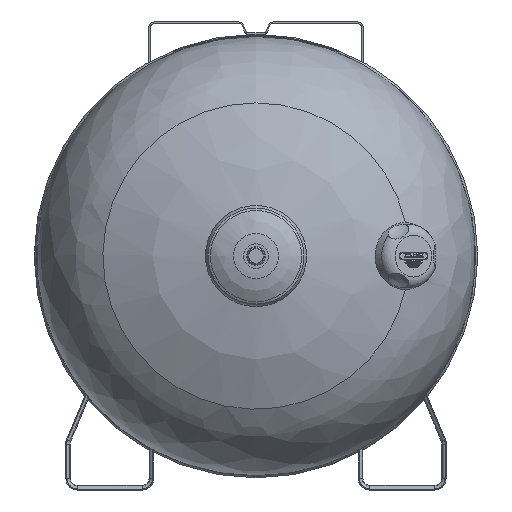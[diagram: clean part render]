
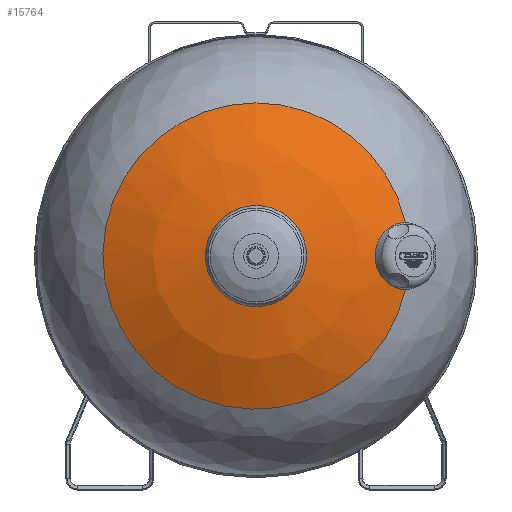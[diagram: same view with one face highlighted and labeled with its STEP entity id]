
A CAD part, left-side view. The second image highlights one B-rep face of the part: STEP entity #15764.
In plain terms, the highlighted free-form (B-spline) face has degree [2, 2] with [3, 9] control points.
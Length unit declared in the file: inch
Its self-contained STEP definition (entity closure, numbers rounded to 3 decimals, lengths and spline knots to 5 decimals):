
#19=(
BOUNDED_CURVE()
B_SPLINE_CURVE(2,(#29095,#29096,#29097),.UNSPECIFIED.,.F.,.F.)
B_SPLINE_CURVE_WITH_KNOTS((3,3),(1.07097,1.46926),
 .UNSPECIFIED.)
CURVE()
GEOMETRIC_REPRESENTATION_ITEM()
RATIONAL_B_SPLINE_CURVE((1.,0.98,1.))
REPRESENTATION_ITEM('')
);
#129=(
BOUNDED_SURFACE()
B_SPLINE_SURFACE(2,2,((#29041,#29042,#29043,#29044,#29045,#29046,#29047,
#29048,#29049),(#29050,#29051,#29052,#29053,#29054,#29055,#29056,#29057,
#29058),(#29059,#29060,#29061,#29062,#29063,#29064,#29065,#29066,#29067)),
 .UNSPECIFIED.,.F.,.T.,.F.)
B_SPLINE_SURFACE_WITH_KNOTS((3,3),(3,2,2,2,3),(-1.46926,-1.07097),
(-3.14159,-1.5708,0.,1.5708,3.14159),
 .UNSPECIFIED.)
GEOMETRIC_REPRESENTATION_ITEM()
RATIONAL_B_SPLINE_SURFACE(((1.,0.707,1.,0.707,1.,
0.707,1.,0.707,1.),(0.98,0.693,
0.98,0.693,0.98,0.693,
0.98,0.693,0.98),(1.,0.707,
1.,0.707,1.,0.707,1.,0.707,1.)))
REPRESENTATION_ITEM('')
SURFACE()
);
#257=B_SPLINE_CURVE_WITH_KNOTS('',3,(#29070,#29071,#29072,#29073,#29074,
#29075,#29076,#29077,#29078,#29079,#29080,#29081,#29082,#29083,#29084,#29085,
#29086,#29087,#29088,#29089,#29090,#29091),.UNSPECIFIED.,.F.,.F.,(4,2,2,
2,2,2,2,2,2,2,4),(-109.27174,-100.79749,-92.35534,
-79.04866,-68.3076,-58.3314,-48.45281,
-38.38043,-27.21378,-13.4071,0.),.UNSPECIFIED.);
#4109=FACE_OUTER_BOUND('',#5068,.T.);
#5068=EDGE_LOOP('',(#12048,#12049,#12050,#12051,#12052,#12053));
#5989=CIRCLE('',#17054,6.18438);
#5990=CIRCLE('',#17055,2.0431);
#5991=CIRCLE('',#17056,6.18438);
#7048=VERTEX_POINT('',#29068);
#7049=VERTEX_POINT('',#29069);
#7050=VERTEX_POINT('',#29092);
#7051=VERTEX_POINT('',#29094);
#8912=EDGE_CURVE('',#7048,#7049,#257,.T.);
#8913=EDGE_CURVE('',#7050,#7049,#5989,.T.);
#8914=EDGE_CURVE('',#7050,#7051,#19,.T.);
#8915=EDGE_CURVE('',#7051,#7051,#5990,.T.);
#8916=EDGE_CURVE('',#7048,#7050,#5991,.T.);
#12048=ORIENTED_EDGE('',*,*,#8912,.T.);
#12049=ORIENTED_EDGE('',*,*,#8913,.F.);
#12050=ORIENTED_EDGE('',*,*,#8914,.T.);
#12051=ORIENTED_EDGE('',*,*,#8915,.T.);
#12052=ORIENTED_EDGE('',*,*,#8914,.F.);
#12053=ORIENTED_EDGE('',*,*,#8916,.F.);
#15764=ADVANCED_FACE('',(#4109),#129,.F.);
#17054=AXIS2_PLACEMENT_3D('',#29093,#20218,#20219);
#17055=AXIS2_PLACEMENT_3D('',#29098,#20220,#20221);
#17056=AXIS2_PLACEMENT_3D('',#29099,#20222,#20223);
#20218=DIRECTION('center_axis',(1.,0.,0.));
#20219=DIRECTION('ref_axis',(0.,0.,1.));
#20220=DIRECTION('center_axis',(1.,0.,0.));
#20221=DIRECTION('ref_axis',(0.,0.,1.));
#20222=DIRECTION('center_axis',(1.,0.,0.));
#20223=DIRECTION('ref_axis',(0.,0.,1.));
#29041=CARTESIAN_POINT('Ctrl Pts',(1305.06472,0.,96.00035));
#29042=CARTESIAN_POINT('Ctrl Pts',(1305.06472,-2.0431,96.00035));
#29043=CARTESIAN_POINT('Ctrl Pts',(1305.06472,-2.0431,93.95725));
#29044=CARTESIAN_POINT('Ctrl Pts',(1305.06472,-2.0431,91.91415));
#29045=CARTESIAN_POINT('Ctrl Pts',(1305.06472,0.,91.91415));
#29046=CARTESIAN_POINT('Ctrl Pts',(1305.06472,2.0431,91.91415));
#29047=CARTESIAN_POINT('Ctrl Pts',(1305.06472,2.0431,93.95725));
#29048=CARTESIAN_POINT('Ctrl Pts',(1305.06472,2.0431,96.00035));
#29049=CARTESIAN_POINT('Ctrl Pts',(1305.06472,0.,96.00035));
#29050=CARTESIAN_POINT('Ctrl Pts',(1305.28889,0.,98.20057));
#29051=CARTESIAN_POINT('Ctrl Pts',(1305.28889,-4.24332,98.20057));
#29052=CARTESIAN_POINT('Ctrl Pts',(1305.28889,-4.24332,93.95725));
#29053=CARTESIAN_POINT('Ctrl Pts',(1305.28889,-4.24332,89.71393));
#29054=CARTESIAN_POINT('Ctrl Pts',(1305.28889,0.,89.71393));
#29055=CARTESIAN_POINT('Ctrl Pts',(1305.28889,4.24332,89.71393));
#29056=CARTESIAN_POINT('Ctrl Pts',(1305.28889,4.24332,93.95725));
#29057=CARTESIAN_POINT('Ctrl Pts',(1305.28889,4.24332,98.20057));
#29058=CARTESIAN_POINT('Ctrl Pts',(1305.28889,0.,98.20057));
#29059=CARTESIAN_POINT('Ctrl Pts',(1306.34885,0.,100.14163));
#29060=CARTESIAN_POINT('Ctrl Pts',(1306.34885,-6.18438,100.14163));
#29061=CARTESIAN_POINT('Ctrl Pts',(1306.34885,-6.18438,93.95725));
#29062=CARTESIAN_POINT('Ctrl Pts',(1306.34885,-6.18438,87.77287));
#29063=CARTESIAN_POINT('Ctrl Pts',(1306.34885,0.,87.77287));
#29064=CARTESIAN_POINT('Ctrl Pts',(1306.34885,6.18438,87.77287));
#29065=CARTESIAN_POINT('Ctrl Pts',(1306.34885,6.18438,93.95725));
#29066=CARTESIAN_POINT('Ctrl Pts',(1306.34885,6.18438,100.14163));
#29067=CARTESIAN_POINT('Ctrl Pts',(1306.34885,0.,100.14163));
#29068=CARTESIAN_POINT('',(1306.34885,-6.03465,92.60464));
#29069=CARTESIAN_POINT('',(1306.34885,-6.03465,95.30986));
#29070=CARTESIAN_POINT('Ctrl Pts',(1306.34885,-6.03465,92.60464));
#29071=CARTESIAN_POINT('Ctrl Pts',(1306.29669,-5.93644,92.60319));
#29072=CARTESIAN_POINT('Ctrl Pts',(1306.24487,-5.83832,92.61539));
#29073=CARTESIAN_POINT('Ctrl Pts',(1306.14446,-5.64703,92.66644));
#29074=CARTESIAN_POINT('Ctrl Pts',(1306.09622,-5.55453,92.70499));
#29075=CARTESIAN_POINT('Ctrl Pts',(1305.97951,-5.3293,92.83579));
#29076=CARTESIAN_POINT('Ctrl Pts',(1305.91646,-5.20612,92.94498));
#29077=CARTESIAN_POINT('Ctrl Pts',(1305.82336,-5.02266,93.18426));
#29078=CARTESIAN_POINT('Ctrl Pts',(1305.78983,-4.95594,93.30481));
#29079=CARTESIAN_POINT('Ctrl Pts',(1305.74264,-4.86167,93.55539));
#29080=CARTESIAN_POINT('Ctrl Pts',(1305.72798,-4.83217,93.68279));
#29081=CARTESIAN_POINT('Ctrl Pts',(1305.71554,-4.80716,93.94182));
#29082=CARTESIAN_POINT('Ctrl Pts',(1305.71767,-4.81146,94.07201));
#29083=CARTESIAN_POINT('Ctrl Pts',(1305.73866,-4.85363,94.32953));
#29084=CARTESIAN_POINT('Ctrl Pts',(1305.75774,-4.89193,94.45532));
#29085=CARTESIAN_POINT('Ctrl Pts',(1305.81485,-5.0057,94.70325));
#29086=CARTESIAN_POINT('Ctrl Pts',(1305.85435,-5.08398,94.82186));
#29087=CARTESIAN_POINT('Ctrl Pts',(1305.96095,-5.29306,95.0506));
#29088=CARTESIAN_POINT('Ctrl Pts',(1306.03133,-5.4298,95.14982));
#29089=CARTESIAN_POINT('Ctrl Pts',(1306.18495,-5.72464,95.28026));
#29090=CARTESIAN_POINT('Ctrl Pts',(1306.26633,-5.87927,95.31215));
#29091=CARTESIAN_POINT('Ctrl Pts',(1306.34885,-6.03465,95.30986));
#29092=CARTESIAN_POINT('',(1306.34885,0.,100.14163));
#29093=CARTESIAN_POINT('Origin',(1306.34885,0.,93.95725));
#29094=CARTESIAN_POINT('',(1305.06472,0.,96.00035));
#29095=CARTESIAN_POINT('Ctrl Pts',(1306.34885,0.,100.14163));
#29096=CARTESIAN_POINT('Ctrl Pts',(1305.28889,0.,98.20057));
#29097=CARTESIAN_POINT('Ctrl Pts',(1305.06472,0.,96.00035));
#29098=CARTESIAN_POINT('Origin',(1305.06472,0.,93.95725));
#29099=CARTESIAN_POINT('Origin',(1306.34885,0.,93.95725));
